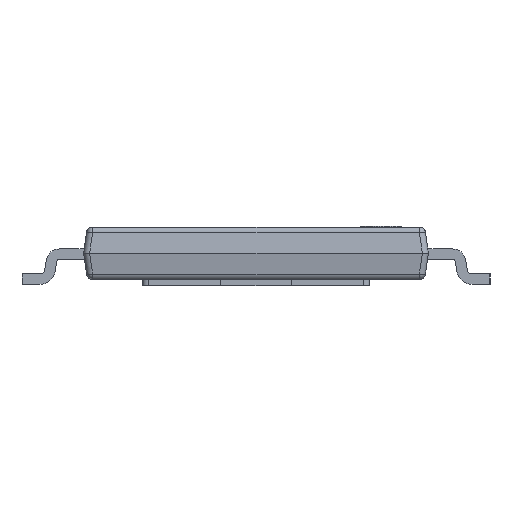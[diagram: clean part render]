
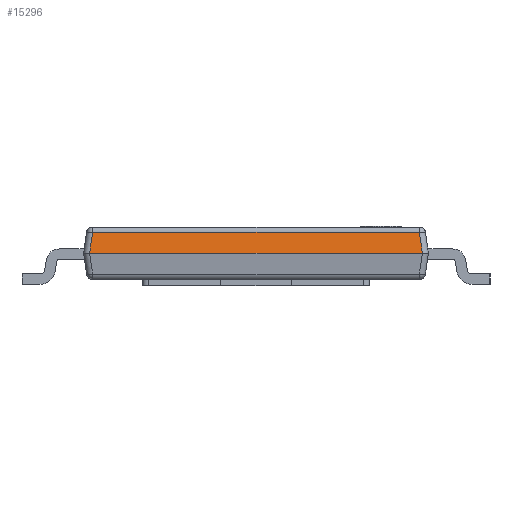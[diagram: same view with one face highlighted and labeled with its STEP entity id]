
A CAD part, left-side view. The second image highlights one B-rep face of the part: STEP entity #15296.
In plain terms, the highlighted planar face has unit normal (-0.99, 0, 0.139).
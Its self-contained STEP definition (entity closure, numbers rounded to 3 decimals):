
#206 = CARTESIAN_POINT ( 'NONE',  ( -4.952, 2.653, 0.339 ) ) ;
#641 = EDGE_CURVE ( 'NONE', #30253, #23684, #2199, .T. ) ;
#2199 = LINE ( 'NONE', #22139, #22652 ) ;
#3152 = CARTESIAN_POINT ( 'NONE',  ( -5., -2.701, 0. ) ) ;
#4077 = DIRECTION ( 'NONE',  ( -0.138, 0.138, -0.981 ) ) ;
#4618 = DIRECTION ( 'NONE',  ( 0., -1., 0. ) ) ;
#4812 = LINE ( 'NONE', #17568, #5554 ) ;
#5496 = ORIENTED_EDGE ( 'NONE', *, *, #22945, .T. ) ;
#5554 = VECTOR ( 'NONE', #11922, 1000. ) ;
#6729 = CARTESIAN_POINT ( 'NONE',  ( -5., 2.8, 0. ) ) ;
#8341 = VERTEX_POINT ( 'NONE', #25006 ) ;
#8441 = AXIS2_PLACEMENT_3D ( 'NONE', #6729, #8491, #11387 ) ;
#8491 = DIRECTION ( 'NONE',  ( -0.99, 0., 0.139 ) ) ;
#8745 = VECTOR ( 'NONE', #4077, 1000. ) ;
#9101 = FACE_OUTER_BOUND ( 'NONE', #17455, .T. ) ;
#10759 = CARTESIAN_POINT ( 'NONE',  ( -5., 2.701, 0. ) ) ;
#11387 = DIRECTION ( 'NONE',  ( 0.139, 0., 0.99 ) ) ;
#11922 = DIRECTION ( 'NONE',  ( 0.138, 0.138, 0.981 ) ) ;
#12463 = EDGE_CURVE ( 'NONE', #23148, #30253, #26981, .T. ) ;
#12543 = CARTESIAN_POINT ( 'NONE',  ( -4.952, 2.74, 0.339 ) ) ;
#13022 = DIRECTION ( 'NONE',  ( 0., 1., 0. ) ) ;
#13722 = VECTOR ( 'NONE', #13022, 1000. ) ;
#15296 = ADVANCED_FACE ( 'NONE', ( #9101 ), #28976, .T. ) ;
#17455 = EDGE_LOOP ( 'NONE', ( #24967, #26533, #5496, #25585 ) ) ;
#17568 = CARTESIAN_POINT ( 'NONE',  ( -4.895, -2.596, 0.744 ) ) ;
#18944 = CARTESIAN_POINT ( 'NONE',  ( -5.002, 2.703, -0.013 ) ) ;
#22139 = CARTESIAN_POINT ( 'NONE',  ( -5., 2.8, 0. ) ) ;
#22652 = VECTOR ( 'NONE', #4618, 1000. ) ;
#22945 = EDGE_CURVE ( 'NONE', #8341, #23148, #24906, .T. ) ;
#23148 = VERTEX_POINT ( 'NONE', #206 ) ;
#23684 = VERTEX_POINT ( 'NONE', #3152 ) ;
#24906 = LINE ( 'NONE', #12543, #13722 ) ;
#24967 = ORIENTED_EDGE ( 'NONE', *, *, #641, .T. ) ;
#25006 = CARTESIAN_POINT ( 'NONE',  ( -4.952, -2.653, 0.339 ) ) ;
#25585 = ORIENTED_EDGE ( 'NONE', *, *, #12463, .T. ) ;
#26533 = ORIENTED_EDGE ( 'NONE', *, *, #30134, .T. ) ;
#26981 = LINE ( 'NONE', #18944, #8745 ) ;
#28976 = PLANE ( 'NONE',  #8441 ) ;
#30134 = EDGE_CURVE ( 'NONE', #23684, #8341, #4812, .T. ) ;
#30253 = VERTEX_POINT ( 'NONE', #10759 ) ;
